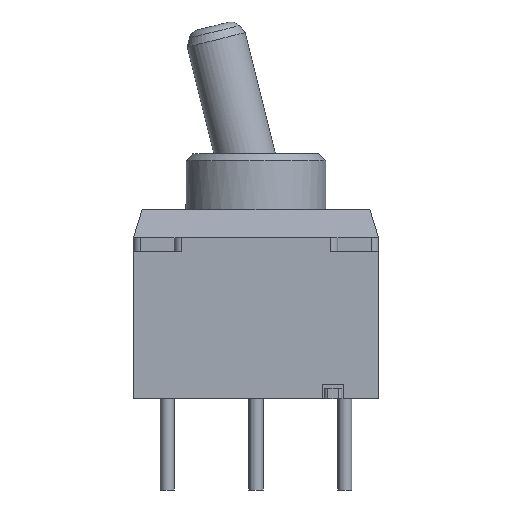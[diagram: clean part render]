
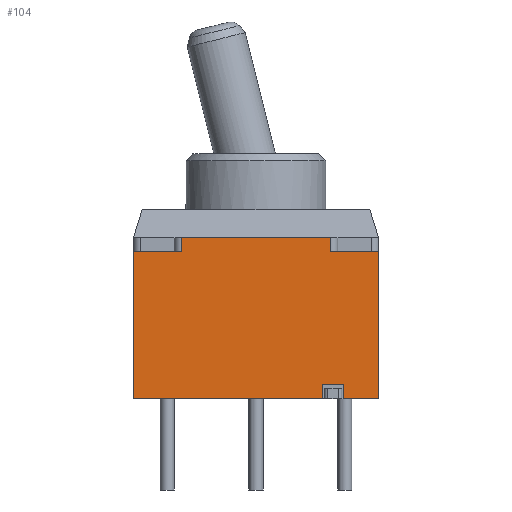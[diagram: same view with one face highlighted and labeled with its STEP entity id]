
A CAD part, left-side view. The second image highlights one B-rep face of the part: STEP entity #104.
In plain terms, the highlighted planar face has unit normal (-1, 0, 0).
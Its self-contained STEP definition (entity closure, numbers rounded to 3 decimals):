
#104 = ADVANCED_FACE( '', ( #276 ), #277, .T. );
#276 = FACE_OUTER_BOUND( '', #562, .T. );
#277 = PLANE( '', #563 );
#562 = EDGE_LOOP( '', ( #1016, #1017, #1018, #1019, #1020, #1021, #1022, #1023, #1024, #1025, #1026, #1027 ) );
#563 = AXIS2_PLACEMENT_3D( '', #1028, #1029, #1030 );
#1016 = ORIENTED_EDGE( '', *, *, #1954, .F. );
#1017 = ORIENTED_EDGE( '', *, *, #1955, .F. );
#1018 = ORIENTED_EDGE( '', *, *, #1956, .F. );
#1019 = ORIENTED_EDGE( '', *, *, #1957, .T. );
#1020 = ORIENTED_EDGE( '', *, *, #1944, .T. );
#1021 = ORIENTED_EDGE( '', *, *, #1958, .F. );
#1022 = ORIENTED_EDGE( '', *, *, #1959, .T. );
#1023 = ORIENTED_EDGE( '', *, *, #1916, .T. );
#1024 = ORIENTED_EDGE( '', *, *, #1960, .T. );
#1025 = ORIENTED_EDGE( '', *, *, #1961, .T. );
#1026 = ORIENTED_EDGE( '', *, *, #1962, .F. );
#1027 = ORIENTED_EDGE( '', *, *, #1963, .T. );
#1028 = CARTESIAN_POINT( '', ( -2.25, 0., 0. ) );
#1029 = DIRECTION( '', ( -1., 0., 0. ) );
#1030 = DIRECTION( '', ( 0., 0., 1. ) );
#1916 = EDGE_CURVE( '', #2302, #2300, #2303, .T. );
#1944 = EDGE_CURVE( '', #2352, #2350, #2353, .T. );
#1954 = EDGE_CURVE( '', #2370, #2371, #2372, .T. );
#1955 = EDGE_CURVE( '', #2373, #2370, #2374, .T. );
#1956 = EDGE_CURVE( '', #2375, #2373, #2376, .T. );
#1957 = EDGE_CURVE( '', #2375, #2352, #2377, .T. );
#1958 = EDGE_CURVE( '', #2378, #2350, #2379, .T. );
#1959 = EDGE_CURVE( '', #2378, #2302, #2380, .T. );
#1960 = EDGE_CURVE( '', #2300, #2381, #2382, .F. );
#1961 = EDGE_CURVE( '', #2381, #2383, #2384, .T. );
#1962 = EDGE_CURVE( '', #2385, #2383, #2386, .T. );
#1963 = EDGE_CURVE( '', #2385, #2371, #2387, .T. );
#2300 = VERTEX_POINT( '', #2942 );
#2302 = VERTEX_POINT( '', #2945 );
#2303 = LINE( '', #2946, #2947 );
#2350 = VERTEX_POINT( '', #3016 );
#2352 = VERTEX_POINT( '', #3019 );
#2353 = LINE( '', #3020, #3021 );
#2370 = VERTEX_POINT( '', #3045 );
#2371 = VERTEX_POINT( '', #3046 );
#2372 = LINE( '', #3047, #3048 );
#2373 = VERTEX_POINT( '', #3049 );
#2374 = LINE( '', #3050, #3051 );
#2375 = VERTEX_POINT( '', #3052 );
#2376 = LINE( '', #3053, #3054 );
#2377 = LINE( '', #3055, #3056 );
#2378 = VERTEX_POINT( '', #3057 );
#2379 = LINE( '', #3058, #3059 );
#2380 = LINE( '', #3060, #3061 );
#2381 = VERTEX_POINT( '', #3062 );
#2382 = LINE( '', #3063, #3064 );
#2383 = VERTEX_POINT( '', #3065 );
#2384 = LINE( '', #3066, #3067 );
#2385 = VERTEX_POINT( '', #3068 );
#2386 = LINE( '', #3069, #3070 );
#2387 = LINE( '', #3071, #3072 );
#2942 = CARTESIAN_POINT( '', ( -2.25, 2.14, 4.6 ) );
#2945 = CARTESIAN_POINT( '', ( -2.25, -2.14, 4.6 ) );
#2946 = CARTESIAN_POINT( '', ( -2.25, 0., 4.6 ) );
#2947 = VECTOR( '', #3729, 1000. );
#3016 = CARTESIAN_POINT( '', ( -2.25, -3.5, 4.2 ) );
#3019 = CARTESIAN_POINT( '', ( -2.25, -3.5, 0. ) );
#3020 = CARTESIAN_POINT( '', ( -2.25, -3.5, 0. ) );
#3021 = VECTOR( '', #3765, 1000. );
#3045 = CARTESIAN_POINT( '', ( -2.25, -1.9, 0.4 ) );
#3046 = CARTESIAN_POINT( '', ( -2.25, -1.9, 0. ) );
#3047 = CARTESIAN_POINT( '', ( -2.25, -1.9, 0. ) );
#3048 = VECTOR( '', #3779, 1000. );
#3049 = CARTESIAN_POINT( '', ( -2.25, -2.5, 0.4 ) );
#3050 = CARTESIAN_POINT( '', ( -2.25, 0., 0.4 ) );
#3051 = VECTOR( '', #3780, 1000. );
#3052 = CARTESIAN_POINT( '', ( -2.25, -2.5, 0. ) );
#3053 = CARTESIAN_POINT( '', ( -2.25, -2.5, 0. ) );
#3054 = VECTOR( '', #3781, 1000. );
#3055 = CARTESIAN_POINT( '', ( -2.25, 0., 0. ) );
#3056 = VECTOR( '', #3782, 1000. );
#3057 = CARTESIAN_POINT( '', ( -2.25, -2.14, 4.2 ) );
#3058 = CARTESIAN_POINT( '', ( -2.25, -2.92, 4.2 ) );
#3059 = VECTOR( '', #3783, 1000. );
#3060 = CARTESIAN_POINT( '', ( -2.25, -2.14, 4.6 ) );
#3061 = VECTOR( '', #3784, 1000. );
#3062 = CARTESIAN_POINT( '', ( -2.25, 2.14, 4.2 ) );
#3063 = CARTESIAN_POINT( '', ( -2.25, 2.14, 4.2 ) );
#3064 = VECTOR( '', #3785, 1000. );
#3065 = CARTESIAN_POINT( '', ( -2.25, 3.5, 4.2 ) );
#3066 = CARTESIAN_POINT( '', ( -2.25, 2.92, 4.2 ) );
#3067 = VECTOR( '', #3786, 1000. );
#3068 = CARTESIAN_POINT( '', ( -2.25, 3.5, 0. ) );
#3069 = CARTESIAN_POINT( '', ( -2.25, 3.5, 0. ) );
#3070 = VECTOR( '', #3787, 1000. );
#3071 = CARTESIAN_POINT( '', ( -2.25, 0., 0. ) );
#3072 = VECTOR( '', #3788, 1000. );
#3729 = DIRECTION( '', ( 0., 1., 0. ) );
#3765 = DIRECTION( '', ( 0., 0., 1. ) );
#3779 = DIRECTION( '', ( 0., 0., -1. ) );
#3780 = DIRECTION( '', ( 0., 1., 0. ) );
#3781 = DIRECTION( '', ( 0., 0., 1. ) );
#3782 = DIRECTION( '', ( 0., -1., 0. ) );
#3783 = DIRECTION( '', ( 0., -1., 0. ) );
#3784 = DIRECTION( '', ( 0., 0., 1. ) );
#3785 = DIRECTION( '', ( 0., 0., 1. ) );
#3786 = DIRECTION( '', ( 0., 1., 0. ) );
#3787 = DIRECTION( '', ( 0., 0., 1. ) );
#3788 = DIRECTION( '', ( 0., -1., 0. ) );
